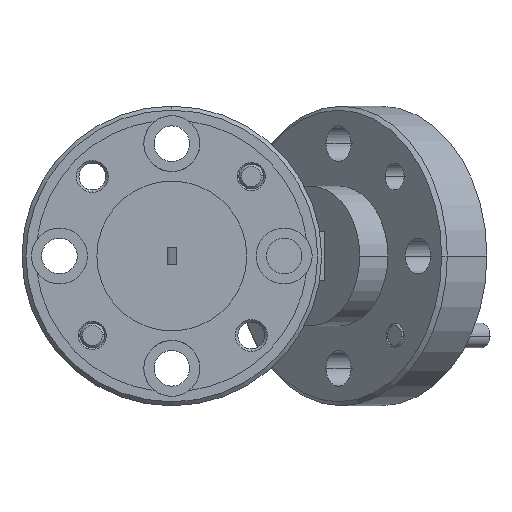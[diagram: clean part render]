
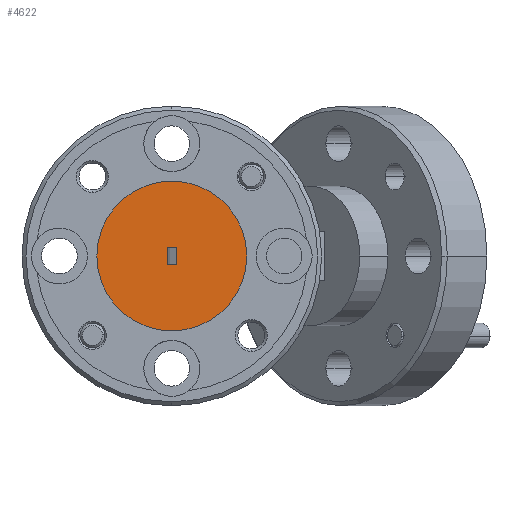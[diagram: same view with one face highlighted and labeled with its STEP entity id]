
A CAD part, left-side view. The second image highlights one B-rep face of the part: STEP entity #4622.
In plain terms, the highlighted planar face has unit normal (-1, 0, 0).
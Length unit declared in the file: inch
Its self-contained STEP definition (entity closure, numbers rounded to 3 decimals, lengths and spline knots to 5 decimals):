
#112 = ORIENTED_EDGE ( 'NONE', *, *, #2967, .T. ) ;
#287 = ORIENTED_EDGE ( 'NONE', *, *, #3281, .T. ) ;
#381 = CARTESIAN_POINT ( 'NONE',  ( -1.72001, 0.85557, 0.14273 ) ) ;
#537 = VECTOR ( 'NONE', #3901, 39.37008 ) ;
#661 = VERTEX_POINT ( 'NONE', #381 ) ;
#921 = CARTESIAN_POINT ( 'NONE',  ( -1.72001, 0.85557, 0.18573 ) ) ;
#975 = ORIENTED_EDGE ( 'NONE', *, *, #5851, .T. ) ;
#1110 = DIRECTION ( 'NONE',  ( 0., 0., 1. ) ) ;
#1401 = CIRCLE ( 'NONE', #4143, 0.1875 ) ;
#1602 = LINE ( 'NONE', #921, #7612 ) ;
#1868 = ORIENTED_EDGE ( 'NONE', *, *, #4793, .T. ) ;
#1927 = CARTESIAN_POINT ( 'NONE',  ( -1.72001, 0.85557, 0.14273 ) ) ;
#2101 = ORIENTED_EDGE ( 'NONE', *, *, #7348, .T. ) ;
#2142 = LINE ( 'NONE', #5725, #537 ) ;
#2166 = DIRECTION ( 'NONE',  ( 0., 0., 1. ) ) ;
#2378 = DIRECTION ( 'NONE',  ( 0., 0., 1. ) ) ;
#2550 = DIRECTION ( 'NONE',  ( 1., 0., 0. ) ) ;
#2821 = FACE_OUTER_BOUND ( 'NONE', #3439, .T. ) ;
#2874 = AXIS2_PLACEMENT_3D ( 'NONE', #6674, #2550, #3652 ) ;
#2967 = EDGE_CURVE ( 'NONE', #661, #5006, #3118, .T. ) ;
#3118 = LINE ( 'NONE', #1927, #7353 ) ;
#3281 = EDGE_CURVE ( 'NONE', #6981, #5595, #4085, .T. ) ;
#3290 = DIRECTION ( 'NONE',  ( 0., -1., 0. ) ) ;
#3439 = EDGE_LOOP ( 'NONE', ( #2101, #975 ) ) ;
#3440 = CARTESIAN_POINT ( 'NONE',  ( -1.72001, 0.84482, 0.16423 ) ) ;
#3579 = FACE_BOUND ( 'NONE', #6296, .T. ) ;
#3652 = DIRECTION ( 'NONE',  ( 0., 0., -1. ) ) ;
#3719 = VERTEX_POINT ( 'NONE', #6196 ) ;
#3901 = DIRECTION ( 'NONE',  ( 0., 1., 0. ) ) ;
#4021 = CARTESIAN_POINT ( 'NONE',  ( -1.72001, 0.84482, 0.16423 ) ) ;
#4085 = LINE ( 'NONE', #4819, #6193 ) ;
#4128 = CARTESIAN_POINT ( 'NONE',  ( -1.72001, 0.85557, 0.18573 ) ) ;
#4143 = AXIS2_PLACEMENT_3D ( 'NONE', #4021, #6977, #1110 ) ;
#4163 = DIRECTION ( 'NONE',  ( 0., 0., -1. ) ) ;
#4622 = ADVANCED_FACE ( 'NONE', ( #3579, #2821 ), #5235, .F. ) ;
#4742 = ORIENTED_EDGE ( 'NONE', *, *, #7301, .T. ) ;
#4793 = EDGE_CURVE ( 'NONE', #5595, #661, #2142, .T. ) ;
#4819 = CARTESIAN_POINT ( 'NONE',  ( -1.72001, 0.83407, 0.14273 ) ) ;
#4970 = CARTESIAN_POINT ( 'NONE',  ( -1.72001, 0.84482, 0.35173 ) ) ;
#5006 = VERTEX_POINT ( 'NONE', #4128 ) ;
#5101 = CARTESIAN_POINT ( 'NONE',  ( -1.72001, 0.83407, 0.14273 ) ) ;
#5111 = AXIS2_PLACEMENT_3D ( 'NONE', #3440, #5251, #2166 ) ;
#5235 = PLANE ( 'NONE',  #2874 ) ;
#5251 = DIRECTION ( 'NONE',  ( -1., 0., 0. ) ) ;
#5595 = VERTEX_POINT ( 'NONE', #5101 ) ;
#5725 = CARTESIAN_POINT ( 'NONE',  ( -1.72001, 0.85557, 0.14273 ) ) ;
#5851 = EDGE_CURVE ( 'NONE', #3719, #6888, #6445, .T. ) ;
#6193 = VECTOR ( 'NONE', #4163, 39.37008 ) ;
#6196 = CARTESIAN_POINT ( 'NONE',  ( -1.72001, 0.84482, -0.02327 ) ) ;
#6296 = EDGE_LOOP ( 'NONE', ( #112, #4742, #287, #1868 ) ) ;
#6445 = CIRCLE ( 'NONE', #5111, 0.1875 ) ;
#6560 = CARTESIAN_POINT ( 'NONE',  ( -1.72001, 0.83407, 0.18573 ) ) ;
#6674 = CARTESIAN_POINT ( 'NONE',  ( -1.72001, 0.84482, 0.16423 ) ) ;
#6888 = VERTEX_POINT ( 'NONE', #4970 ) ;
#6977 = DIRECTION ( 'NONE',  ( -1., 0., 0. ) ) ;
#6981 = VERTEX_POINT ( 'NONE', #6560 ) ;
#7301 = EDGE_CURVE ( 'NONE', #5006, #6981, #1602, .T. ) ;
#7348 = EDGE_CURVE ( 'NONE', #6888, #3719, #1401, .T. ) ;
#7353 = VECTOR ( 'NONE', #2378, 39.37008 ) ;
#7612 = VECTOR ( 'NONE', #3290, 39.37008 ) ;
